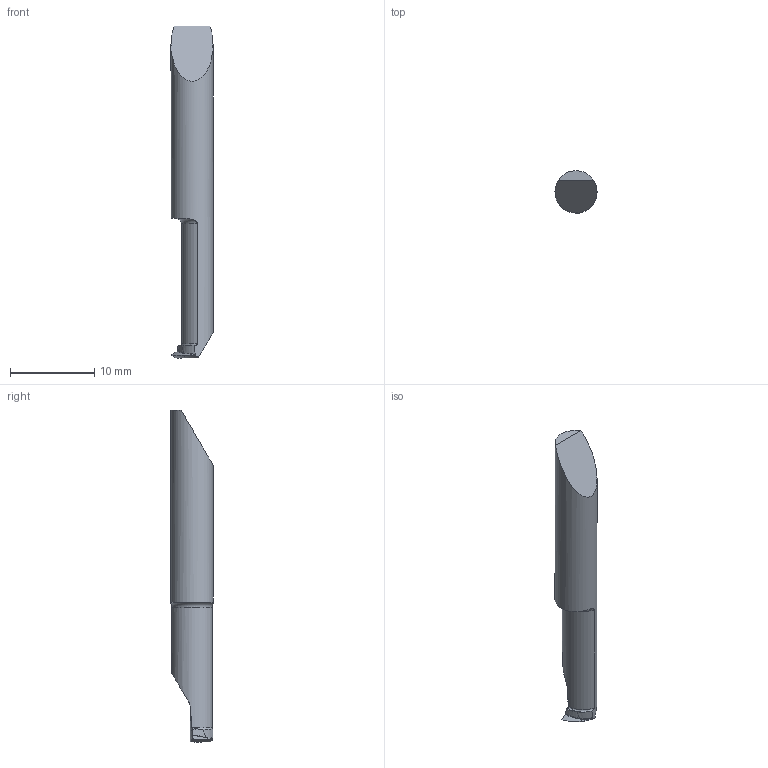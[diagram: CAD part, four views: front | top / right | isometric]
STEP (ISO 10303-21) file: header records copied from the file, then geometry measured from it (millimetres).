
FILE_DESCRIPTION(/* description */ (''),/* implementation_level */ '2;1');
FILE_NAME(/* name */ '1601374085649.stp',/* time_stamp */ '2020-09-29T15:38:13+05:00',/* author */ (''),/* organization */ ('SMS'),/* preprocessor_version */ 'ST-DEVELOPER v16.7',/* originating_system */ 'SIEMENS PLM Software NX 12.0',/* authorisation */ '');
FILE_SCHEMA (('AUTOMOTIVE_DESIGN { 1 0 10303 214 3 1 1 1 }'));
Length unit declared in the file: millimetre
Products named in the file (1): 203120360mod000_01
Bounding box: 5 x 5 x 39.5 mm (x, y, z)
Volume: 587.8 mm3; surface area: 574.2 mm2
Topology: 2 solids, 2 shells, 33 faces, 88 edges, 62 vertices
Faces by surface type: plane 14, torus 8, bspline 6, cylinder 4, cone 1
Full cylindrical faces by diameter (mm): 5 x1
Entity records: 1349 total; most frequent: CARTESIAN_POINT 575, ORIENTED_EDGE 172, DIRECTION 113, EDGE_CURVE 86, VERTEX_POINT 58, AXIS2_PLACEMENT_3D 46, B_SPLINE_CURVE_WITH_KNOTS 42, EDGE_LOOP 34
